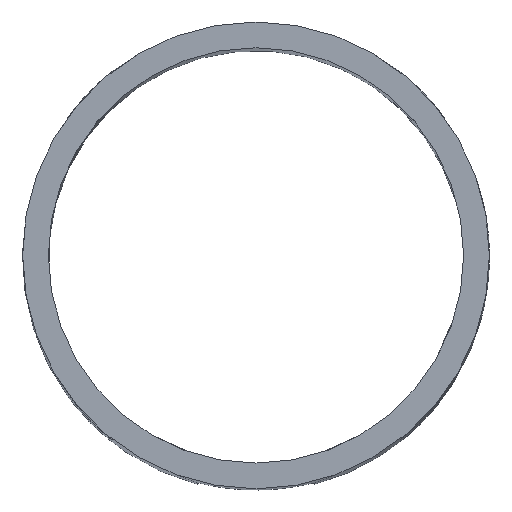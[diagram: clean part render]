
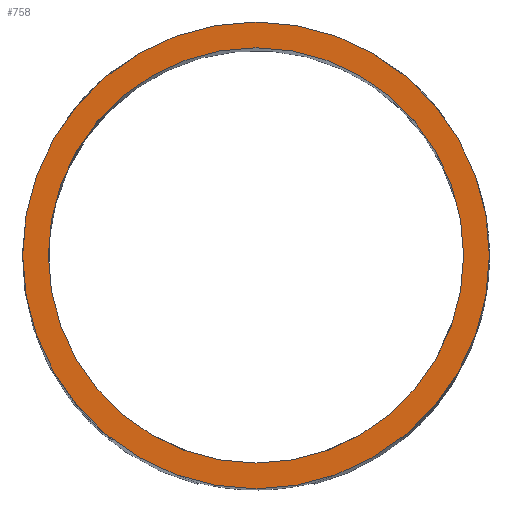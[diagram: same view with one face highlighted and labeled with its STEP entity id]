
A CAD part, top view. The second image highlights one B-rep face of the part: STEP entity #758.
In plain terms, the highlighted planar face has unit normal (0, 0, 1).
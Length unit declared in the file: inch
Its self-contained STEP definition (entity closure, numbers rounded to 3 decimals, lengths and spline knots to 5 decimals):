
#33=PLANE('',#813);
#58=FACE_BOUND('',#129,.T.);
#69=FACE_OUTER_BOUND('',#128,.T.);
#128=EDGE_LOOP('',(#610));
#129=EDGE_LOOP('',(#611));
#154=CIRCLE('',#798,1.984);
#157=CIRCLE('',#802,1.765);
#312=VERTEX_POINT('',#1014);
#344=VERTEX_POINT('',#1545);
#392=EDGE_CURVE('',#312,#312,#154,.T.);
#425=EDGE_CURVE('',#344,#344,#157,.T.);
#610=ORIENTED_EDGE('',*,*,#392,.T.);
#611=ORIENTED_EDGE('',*,*,#425,.F.);
#758=ADVANCED_FACE('',(#69,#58),#33,.T.);
#798=AXIS2_PLACEMENT_3D('',#1016,#855,#856);
#802=AXIS2_PLACEMENT_3D('',#1546,#867,#868);
#813=AXIS2_PLACEMENT_3D('',#2073,#902,#903);
#855=DIRECTION('center_axis',(0.,0.,1.));
#856=DIRECTION('ref_axis',(1.,0.,0.));
#867=DIRECTION('center_axis',(0.,0.,1.));
#868=DIRECTION('ref_axis',(1.,0.,0.));
#902=DIRECTION('center_axis',(0.,0.,1.));
#903=DIRECTION('ref_axis',(1.,0.,0.));
#1014=CARTESIAN_POINT('',(1.984,0.,14.25));
#1016=CARTESIAN_POINT('Origin',(0.,0.,14.25));
#1545=CARTESIAN_POINT('',(1.765,0.,14.25));
#1546=CARTESIAN_POINT('Origin',(0.,0.,14.25));
#2073=CARTESIAN_POINT('Origin',(-1.984,0.,14.25));
